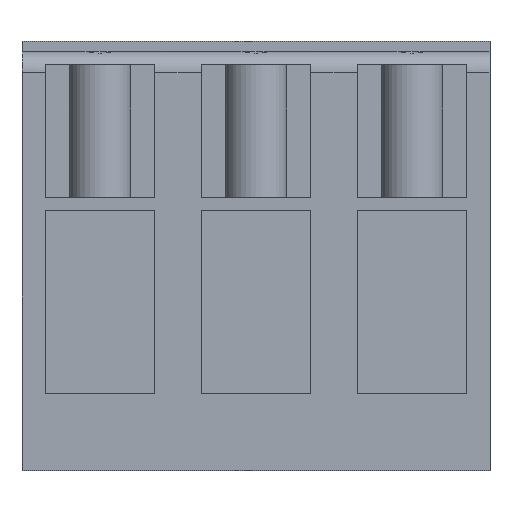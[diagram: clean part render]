
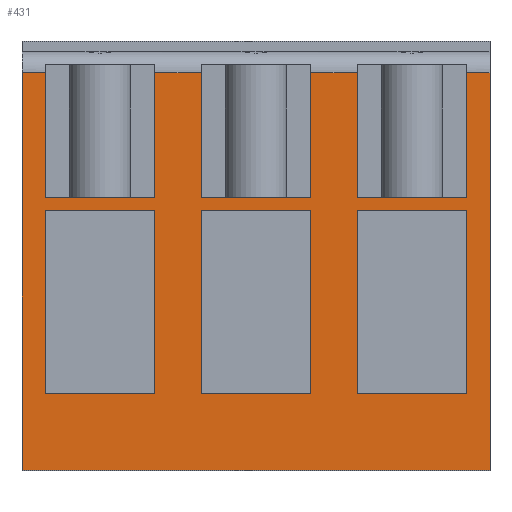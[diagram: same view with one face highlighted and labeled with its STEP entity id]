
A CAD part, top view. The second image highlights one B-rep face of the part: STEP entity #431.
In plain terms, the highlighted planar face has unit normal (0, 0, 1).
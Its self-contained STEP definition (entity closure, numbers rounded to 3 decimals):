
#220=AXIS2_PLACEMENT_3D('Plane Axis2P3D',#217,#218,#219) ;
#112=CARTESIAN_POINT('Vertex',(-10.5,14.8,94.)) ;
#126=CARTESIAN_POINT('Vertex',(-10.5,50.,94.)) ;
#129=CARTESIAN_POINT('Line Origine',(-10.5,32.4,94.)) ;
#148=CARTESIAN_POINT('Line Origine',(0.,14.8,94.)) ;
#152=CARTESIAN_POINT('Vertex',(10.5,14.8,94.)) ;
#172=CARTESIAN_POINT('Line Origine',(10.5,32.4,94.)) ;
#176=CARTESIAN_POINT('Vertex',(10.5,50.,94.)) ;
#217=CARTESIAN_POINT('Axis2P3D Location',(0.,76.5,94.)) ;
#222=CARTESIAN_POINT('Line Origine',(-42.75,76.5,94.)) ;
#226=CARTESIAN_POINT('Vertex',(-45.,76.5,94.)) ;
#228=CARTESIAN_POINT('Vertex',(-40.5,76.5,94.)) ;
#231=CARTESIAN_POINT('Line Origine',(-45.,38.25,94.)) ;
#235=CARTESIAN_POINT('Vertex',(-45.,0.,94.)) ;
#238=CARTESIAN_POINT('Line Origine',(0.,0.,94.)) ;
#242=CARTESIAN_POINT('Vertex',(45.,0.,94.)) ;
#245=CARTESIAN_POINT('Line Origine',(45.,38.25,94.)) ;
#249=CARTESIAN_POINT('Vertex',(45.,76.5,94.)) ;
#252=CARTESIAN_POINT('Line Origine',(42.75,76.5,94.)) ;
#256=CARTESIAN_POINT('Vertex',(40.5,76.5,94.)) ;
#259=CARTESIAN_POINT('Line Origine',(40.5,64.5,94.)) ;
#263=CARTESIAN_POINT('Vertex',(40.5,52.5,94.)) ;
#266=CARTESIAN_POINT('Line Origine',(30.,52.5,94.)) ;
#270=CARTESIAN_POINT('Vertex',(19.5,52.5,94.)) ;
#273=CARTESIAN_POINT('Line Origine',(19.5,64.5,94.)) ;
#277=CARTESIAN_POINT('Vertex',(19.5,76.5,94.)) ;
#280=CARTESIAN_POINT('Line Origine',(15.,76.5,94.)) ;
#284=CARTESIAN_POINT('Vertex',(10.5,76.5,94.)) ;
#287=CARTESIAN_POINT('Line Origine',(10.5,64.5,94.)) ;
#291=CARTESIAN_POINT('Vertex',(10.5,52.5,94.)) ;
#294=CARTESIAN_POINT('Line Origine',(0.,52.5,94.)) ;
#298=CARTESIAN_POINT('Vertex',(-10.5,52.5,94.)) ;
#301=CARTESIAN_POINT('Line Origine',(-10.5,64.5,94.)) ;
#305=CARTESIAN_POINT('Vertex',(-10.5,76.5,94.)) ;
#308=CARTESIAN_POINT('Line Origine',(-15.,76.5,94.)) ;
#312=CARTESIAN_POINT('Vertex',(-19.5,76.5,94.)) ;
#315=CARTESIAN_POINT('Line Origine',(-19.5,64.5,94.)) ;
#319=CARTESIAN_POINT('Vertex',(-19.5,52.5,94.)) ;
#322=CARTESIAN_POINT('Line Origine',(-30.,52.5,94.)) ;
#326=CARTESIAN_POINT('Vertex',(-40.5,52.5,94.)) ;
#329=CARTESIAN_POINT('Line Origine',(-40.5,64.5,94.)) ;
#352=CARTESIAN_POINT('Line Origine',(0.,50.,94.)) ;
#363=CARTESIAN_POINT('Line Origine',(19.5,32.4,94.)) ;
#367=CARTESIAN_POINT('Vertex',(19.5,14.8,94.)) ;
#369=CARTESIAN_POINT('Vertex',(19.5,50.,94.)) ;
#372=CARTESIAN_POINT('Line Origine',(30.,50.,94.)) ;
#376=CARTESIAN_POINT('Vertex',(40.5,50.,94.)) ;
#379=CARTESIAN_POINT('Line Origine',(40.5,32.4,94.)) ;
#383=CARTESIAN_POINT('Vertex',(40.5,14.8,94.)) ;
#386=CARTESIAN_POINT('Line Origine',(30.,14.8,94.)) ;
#397=CARTESIAN_POINT('Line Origine',(-40.5,32.4,94.)) ;
#401=CARTESIAN_POINT('Vertex',(-40.5,14.8,94.)) ;
#403=CARTESIAN_POINT('Vertex',(-40.5,50.,94.)) ;
#406=CARTESIAN_POINT('Line Origine',(-30.,50.,94.)) ;
#410=CARTESIAN_POINT('Vertex',(-19.5,50.,94.)) ;
#413=CARTESIAN_POINT('Line Origine',(-19.5,32.4,94.)) ;
#417=CARTESIAN_POINT('Vertex',(-19.5,14.8,94.)) ;
#420=CARTESIAN_POINT('Line Origine',(-30.,14.8,94.)) ;
#130=DIRECTION('Vector Direction',(0.,1.,0.)) ;
#149=DIRECTION('Vector Direction',(1.,0.,0.)) ;
#173=DIRECTION('Vector Direction',(0.,1.,0.)) ;
#218=DIRECTION('Axis2P3D Direction',(0.,0.,1.)) ;
#219=DIRECTION('Axis2P3D XDirection',(0.,-1.,0.)) ;
#223=DIRECTION('Vector Direction',(1.,0.,0.)) ;
#232=DIRECTION('Vector Direction',(0.,-1.,0.)) ;
#239=DIRECTION('Vector Direction',(1.,0.,0.)) ;
#246=DIRECTION('Vector Direction',(0.,-1.,0.)) ;
#253=DIRECTION('Vector Direction',(1.,0.,0.)) ;
#260=DIRECTION('Vector Direction',(0.,-1.,0.)) ;
#267=DIRECTION('Vector Direction',(-1.,0.,0.)) ;
#274=DIRECTION('Vector Direction',(0.,-1.,0.)) ;
#281=DIRECTION('Vector Direction',(1.,0.,0.)) ;
#288=DIRECTION('Vector Direction',(0.,-1.,0.)) ;
#295=DIRECTION('Vector Direction',(-1.,0.,0.)) ;
#302=DIRECTION('Vector Direction',(0.,-1.,0.)) ;
#309=DIRECTION('Vector Direction',(1.,0.,0.)) ;
#316=DIRECTION('Vector Direction',(0.,-1.,0.)) ;
#323=DIRECTION('Vector Direction',(-1.,0.,0.)) ;
#330=DIRECTION('Vector Direction',(0.,-1.,0.)) ;
#353=DIRECTION('Vector Direction',(-1.,0.,0.)) ;
#364=DIRECTION('Vector Direction',(0.,1.,0.)) ;
#373=DIRECTION('Vector Direction',(-1.,0.,0.)) ;
#380=DIRECTION('Vector Direction',(0.,1.,0.)) ;
#387=DIRECTION('Vector Direction',(1.,0.,0.)) ;
#398=DIRECTION('Vector Direction',(0.,1.,0.)) ;
#407=DIRECTION('Vector Direction',(-1.,0.,0.)) ;
#414=DIRECTION('Vector Direction',(0.,1.,0.)) ;
#421=DIRECTION('Vector Direction',(1.,0.,0.)) ;
#131=VECTOR('Line Direction',#130,1.) ;
#150=VECTOR('Line Direction',#149,1.) ;
#174=VECTOR('Line Direction',#173,1.) ;
#224=VECTOR('Line Direction',#223,1.) ;
#233=VECTOR('Line Direction',#232,1.) ;
#240=VECTOR('Line Direction',#239,1.) ;
#247=VECTOR('Line Direction',#246,1.) ;
#254=VECTOR('Line Direction',#253,1.) ;
#261=VECTOR('Line Direction',#260,1.) ;
#268=VECTOR('Line Direction',#267,1.) ;
#275=VECTOR('Line Direction',#274,1.) ;
#282=VECTOR('Line Direction',#281,1.) ;
#289=VECTOR('Line Direction',#288,1.) ;
#296=VECTOR('Line Direction',#295,1.) ;
#303=VECTOR('Line Direction',#302,1.) ;
#310=VECTOR('Line Direction',#309,1.) ;
#317=VECTOR('Line Direction',#316,1.) ;
#324=VECTOR('Line Direction',#323,1.) ;
#331=VECTOR('Line Direction',#330,1.) ;
#354=VECTOR('Line Direction',#353,1.) ;
#365=VECTOR('Line Direction',#364,1.) ;
#374=VECTOR('Line Direction',#373,1.) ;
#381=VECTOR('Line Direction',#380,1.) ;
#388=VECTOR('Line Direction',#387,1.) ;
#399=VECTOR('Line Direction',#398,1.) ;
#408=VECTOR('Line Direction',#407,1.) ;
#415=VECTOR('Line Direction',#414,1.) ;
#422=VECTOR('Line Direction',#421,1.) ;
#335=ORIENTED_EDGE('',*,*,#230,.F.) ;
#336=ORIENTED_EDGE('',*,*,#237,.T.) ;
#337=ORIENTED_EDGE('',*,*,#244,.T.) ;
#338=ORIENTED_EDGE('',*,*,#251,.F.) ;
#339=ORIENTED_EDGE('',*,*,#258,.F.) ;
#340=ORIENTED_EDGE('',*,*,#265,.T.) ;
#341=ORIENTED_EDGE('',*,*,#272,.T.) ;
#342=ORIENTED_EDGE('',*,*,#279,.F.) ;
#343=ORIENTED_EDGE('',*,*,#286,.F.) ;
#344=ORIENTED_EDGE('',*,*,#293,.T.) ;
#345=ORIENTED_EDGE('',*,*,#300,.T.) ;
#346=ORIENTED_EDGE('',*,*,#307,.F.) ;
#347=ORIENTED_EDGE('',*,*,#314,.F.) ;
#348=ORIENTED_EDGE('',*,*,#321,.T.) ;
#349=ORIENTED_EDGE('',*,*,#328,.T.) ;
#350=ORIENTED_EDGE('',*,*,#333,.F.) ;
#358=ORIENTED_EDGE('',*,*,#356,.F.) ;
#359=ORIENTED_EDGE('',*,*,#178,.F.) ;
#360=ORIENTED_EDGE('',*,*,#154,.F.) ;
#361=ORIENTED_EDGE('',*,*,#133,.T.) ;
#392=ORIENTED_EDGE('',*,*,#371,.T.) ;
#393=ORIENTED_EDGE('',*,*,#378,.F.) ;
#394=ORIENTED_EDGE('',*,*,#385,.F.) ;
#395=ORIENTED_EDGE('',*,*,#390,.F.) ;
#426=ORIENTED_EDGE('',*,*,#405,.T.) ;
#427=ORIENTED_EDGE('',*,*,#412,.F.) ;
#428=ORIENTED_EDGE('',*,*,#419,.F.) ;
#429=ORIENTED_EDGE('',*,*,#424,.F.) ;
#362=FACE_BOUND('',#357,.T.) ;
#396=FACE_BOUND('',#391,.T.) ;
#430=FACE_BOUND('',#425,.T.) ;
#431=ADVANCED_FACE('Basetta superiore',(#351,#362,#396,#430),#221,.T.) ;
#133=EDGE_CURVE('',#113,#127,#132,.T.) ;
#154=EDGE_CURVE('',#113,#153,#151,.T.) ;
#178=EDGE_CURVE('',#153,#177,#175,.T.) ;
#230=EDGE_CURVE('',#227,#229,#225,.T.) ;
#237=EDGE_CURVE('',#227,#236,#234,.T.) ;
#244=EDGE_CURVE('',#236,#243,#241,.T.) ;
#251=EDGE_CURVE('',#250,#243,#248,.T.) ;
#258=EDGE_CURVE('',#257,#250,#255,.T.) ;
#265=EDGE_CURVE('',#257,#264,#262,.T.) ;
#272=EDGE_CURVE('',#264,#271,#269,.T.) ;
#279=EDGE_CURVE('',#278,#271,#276,.T.) ;
#286=EDGE_CURVE('',#285,#278,#283,.T.) ;
#293=EDGE_CURVE('',#285,#292,#290,.T.) ;
#300=EDGE_CURVE('',#292,#299,#297,.T.) ;
#307=EDGE_CURVE('',#306,#299,#304,.T.) ;
#314=EDGE_CURVE('',#313,#306,#311,.T.) ;
#321=EDGE_CURVE('',#313,#320,#318,.T.) ;
#328=EDGE_CURVE('',#320,#327,#325,.T.) ;
#333=EDGE_CURVE('',#229,#327,#332,.T.) ;
#356=EDGE_CURVE('',#177,#127,#355,.T.) ;
#371=EDGE_CURVE('',#368,#370,#366,.T.) ;
#378=EDGE_CURVE('',#377,#370,#375,.T.) ;
#385=EDGE_CURVE('',#384,#377,#382,.T.) ;
#390=EDGE_CURVE('',#368,#384,#389,.T.) ;
#405=EDGE_CURVE('',#402,#404,#400,.T.) ;
#412=EDGE_CURVE('',#411,#404,#409,.T.) ;
#419=EDGE_CURVE('',#418,#411,#416,.T.) ;
#424=EDGE_CURVE('',#402,#418,#423,.T.) ;
#334=EDGE_LOOP('',(#335,#336,#337,#338,#339,#340,#341,#342,#343,#344,#345,#346,#347,#348,#349,#350)) ;
#357=EDGE_LOOP('',(#358,#359,#360,#361)) ;
#391=EDGE_LOOP('',(#392,#393,#394,#395)) ;
#425=EDGE_LOOP('',(#426,#427,#428,#429)) ;
#351=FACE_OUTER_BOUND('',#334,.T.) ;
#132=LINE('Line',#129,#131) ;
#151=LINE('Line',#148,#150) ;
#175=LINE('Line',#172,#174) ;
#225=LINE('Line',#222,#224) ;
#234=LINE('Line',#231,#233) ;
#241=LINE('Line',#238,#240) ;
#248=LINE('Line',#245,#247) ;
#255=LINE('Line',#252,#254) ;
#262=LINE('Line',#259,#261) ;
#269=LINE('Line',#266,#268) ;
#276=LINE('Line',#273,#275) ;
#283=LINE('Line',#280,#282) ;
#290=LINE('Line',#287,#289) ;
#297=LINE('Line',#294,#296) ;
#304=LINE('Line',#301,#303) ;
#311=LINE('Line',#308,#310) ;
#318=LINE('Line',#315,#317) ;
#325=LINE('Line',#322,#324) ;
#332=LINE('Line',#329,#331) ;
#355=LINE('Line',#352,#354) ;
#366=LINE('Line',#363,#365) ;
#375=LINE('Line',#372,#374) ;
#382=LINE('Line',#379,#381) ;
#389=LINE('Line',#386,#388) ;
#400=LINE('Line',#397,#399) ;
#409=LINE('Line',#406,#408) ;
#416=LINE('Line',#413,#415) ;
#423=LINE('Line',#420,#422) ;
#221=PLANE('',#220) ;
#113=VERTEX_POINT('',#112) ;
#127=VERTEX_POINT('',#126) ;
#153=VERTEX_POINT('',#152) ;
#177=VERTEX_POINT('',#176) ;
#227=VERTEX_POINT('',#226) ;
#229=VERTEX_POINT('',#228) ;
#236=VERTEX_POINT('',#235) ;
#243=VERTEX_POINT('',#242) ;
#250=VERTEX_POINT('',#249) ;
#257=VERTEX_POINT('',#256) ;
#264=VERTEX_POINT('',#263) ;
#271=VERTEX_POINT('',#270) ;
#278=VERTEX_POINT('',#277) ;
#285=VERTEX_POINT('',#284) ;
#292=VERTEX_POINT('',#291) ;
#299=VERTEX_POINT('',#298) ;
#306=VERTEX_POINT('',#305) ;
#313=VERTEX_POINT('',#312) ;
#320=VERTEX_POINT('',#319) ;
#327=VERTEX_POINT('',#326) ;
#368=VERTEX_POINT('',#367) ;
#370=VERTEX_POINT('',#369) ;
#377=VERTEX_POINT('',#376) ;
#384=VERTEX_POINT('',#383) ;
#402=VERTEX_POINT('',#401) ;
#404=VERTEX_POINT('',#403) ;
#411=VERTEX_POINT('',#410) ;
#418=VERTEX_POINT('',#417) ;
